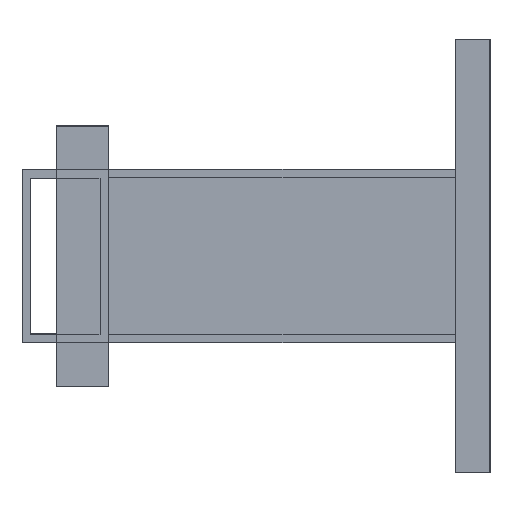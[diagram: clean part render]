
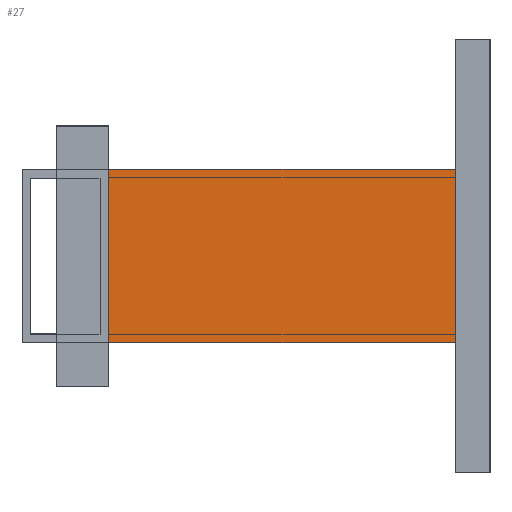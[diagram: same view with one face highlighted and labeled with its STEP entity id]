
A CAD part, left-side view. The second image highlights one B-rep face of the part: STEP entity #27.
In plain terms, the highlighted planar face has unit normal (-1, 0, 0).
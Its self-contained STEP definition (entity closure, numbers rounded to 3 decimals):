
#26 = CARTESIAN_POINT ( 'NONE',  ( -20., 40., -20. ) ) ;
#27 = ADVANCED_FACE ( 'NONE', ( #182 ), #1164, .F. ) ;
#30 = CARTESIAN_POINT ( 'NONE',  ( -20., 40., 20. ) ) ;
#60 = CARTESIAN_POINT ( 'NONE',  ( -20., 40., -16. ) ) ;
#62 = AXIS2_PLACEMENT_3D ( 'NONE', #185, #966, #776 ) ;
#68 = EDGE_CURVE ( 'NONE', #503, #172, #550, .T. ) ;
#71 = CARTESIAN_POINT ( 'NONE',  ( -20., -40., -16. ) ) ;
#107 = LINE ( 'NONE', #60, #812 ) ;
#112 = LINE ( 'NONE', #26, #1247 ) ;
#130 = CARTESIAN_POINT ( 'NONE',  ( -20., 40., -20. ) ) ;
#158 = DIRECTION ( 'NONE',  ( 0., 0., 1. ) ) ;
#172 = VERTEX_POINT ( 'NONE', #1159 ) ;
#182 = FACE_OUTER_BOUND ( 'NONE', #1088, .T. ) ;
#185 = CARTESIAN_POINT ( 'NONE',  ( -20., 40., -16. ) ) ;
#214 = EDGE_CURVE ( 'NONE', #876, #1223, #107, .T. ) ;
#236 = ORIENTED_EDGE ( 'NONE', *, *, #1255, .F. ) ;
#503 = VERTEX_POINT ( 'NONE', #1055 ) ;
#550 = LINE ( 'NONE', #71, #1177 ) ;
#553 = VECTOR ( 'NONE', #1019, 1000. ) ;
#733 = DIRECTION ( 'NONE',  ( 0., -1., 0. ) ) ;
#771 = ORIENTED_EDGE ( 'NONE', *, *, #1192, .T. ) ;
#776 = DIRECTION ( 'NONE',  ( 0., 0., -1. ) ) ;
#810 = ORIENTED_EDGE ( 'NONE', *, *, #214, .F. ) ;
#812 = VECTOR ( 'NONE', #158, 1000. ) ;
#815 = LINE ( 'NONE', #1126, #553 ) ;
#876 = VERTEX_POINT ( 'NONE', #130 ) ;
#966 = DIRECTION ( 'NONE',  ( 1., 0., 0. ) ) ;
#1019 = DIRECTION ( 'NONE',  ( 0., -1., 0. ) ) ;
#1045 = ORIENTED_EDGE ( 'NONE', *, *, #68, .T. ) ;
#1055 = CARTESIAN_POINT ( 'NONE',  ( -20., -40., -20. ) ) ;
#1088 = EDGE_LOOP ( 'NONE', ( #1045, #236, #810, #771 ) ) ;
#1126 = CARTESIAN_POINT ( 'NONE',  ( -20., 40., 20. ) ) ;
#1159 = CARTESIAN_POINT ( 'NONE',  ( -20., -40., 20. ) ) ;
#1164 = PLANE ( 'NONE',  #62 ) ;
#1177 = VECTOR ( 'NONE', #1180, 1000. ) ;
#1180 = DIRECTION ( 'NONE',  ( 0., 0., 1. ) ) ;
#1192 = EDGE_CURVE ( 'NONE', #876, #503, #112, .T. ) ;
#1223 = VERTEX_POINT ( 'NONE', #30 ) ;
#1247 = VECTOR ( 'NONE', #733, 1000. ) ;
#1255 = EDGE_CURVE ( 'NONE', #1223, #172, #815, .T. ) ;
